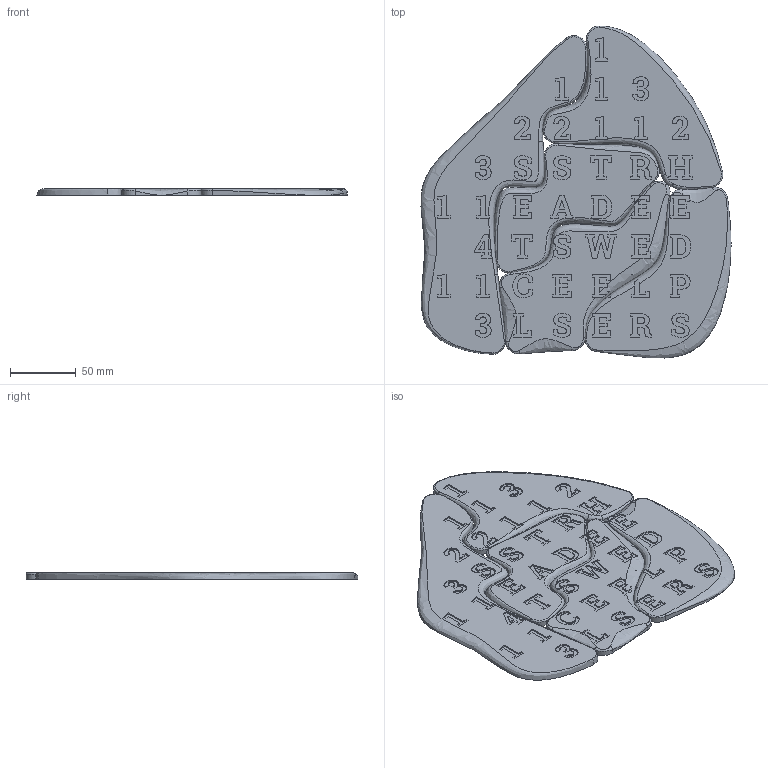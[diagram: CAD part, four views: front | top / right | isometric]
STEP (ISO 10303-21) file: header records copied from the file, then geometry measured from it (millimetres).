
FILE_DESCRIPTION(/* description */ ('STEP AP242','CAx-IF Rec.Pracs.---Representation and Presentation of Product Manufacturing Information (PMI)---4.0---2014-10-13','CAx-IF Rec.Pracs.---3D Tessellated Geometry---0.4---2014-09-14','2;1','CAx-IF Rec.Pracs.---User Defined Attributes---1.5---2016-08-15'),/* implementation_level */ '2;1');
FILE_NAME(/* name */ '690d3c05445d942474805481',/* time_stamp */ '2025-11-07T00:23:34Z',/* author */ (''),/* organization */ (''),/* preprocessor_version */ 'ST-DEVELOPER v20',/* originating_system */ 'ONSHAPE BY PTC INC, 1.206',/* authorisation */ ' ');
FILE_SCHEMA (('AP242_MANAGED_MODEL_BASED_3D_ENGINEERING_MIM_LF { 1 0 10303 442 1 1 4 }'));
Length unit declared in the file: metre
Products named in the file (5): Part 4; Part 5; Part 2; Part 3; Part 1
Bounding box: 235.92 x 252.62 x 5 mm (x, y, z)
Volume: 218769.6 mm3; surface area: 104061.6 mm2
Topology: 5 solids, 5 shells, 994 faces, 2805 edges, 1857 vertices
Faces by surface type: plane 616, bspline 358, cylinder 20
Entity records: 40080 total; most frequent: CARTESIAN_POINT 16932, ORIENTED_EDGE 5610, DIRECTION 3298, EDGE_CURVE 2805, LINE 1960, VECTOR 1960, VERTEX_POINT 1857, EDGE_LOOP 1030
